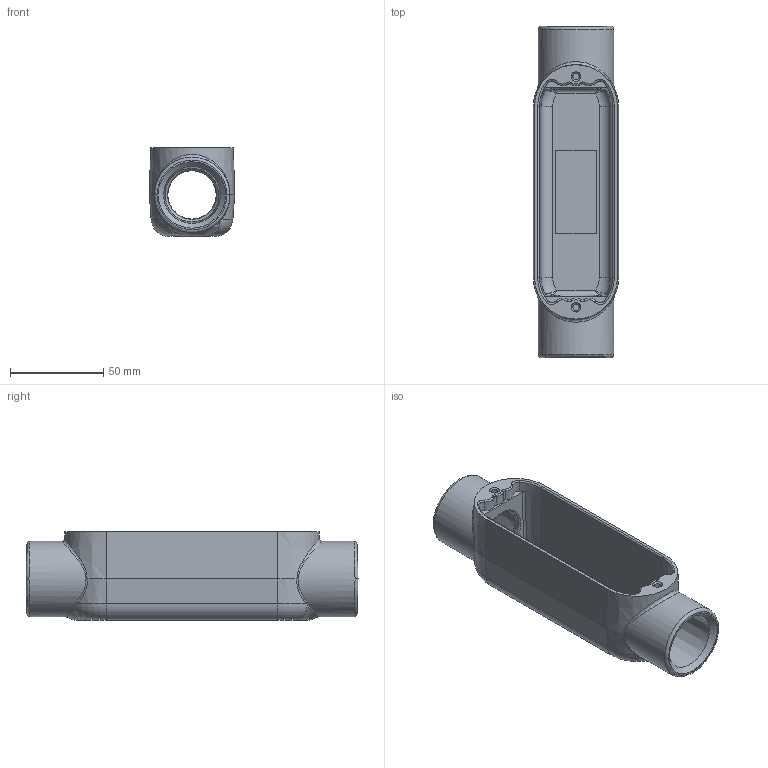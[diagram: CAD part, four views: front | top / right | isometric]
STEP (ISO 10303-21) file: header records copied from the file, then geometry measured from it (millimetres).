
FILE_DESCRIPTION(/* description */ (''),/* implementation_level */ '2;1');
FILE_NAME(/* name */ 'KIL_OC-3.stp',/* time_stamp */ '2019-11-20T22:39:35+05:00',/* author */ ('mashraf'),/* organization */ (''),/* preprocessor_version */ 'ST-DEVELOPER v16.13',/* originating_system */ 'Autodesk Inventor 2018',/* authorisation */ '');
FILE_SCHEMA (('AUTOMOTIVE_DESIGN { 1 0 10303 214 3 1 1 }'));
Length unit declared in the file: inch
Products named in the file (1): 18172-1
Bounding box: 45.78 x 178.23 x 47.62 mm (x, y, z)
Volume: 88244.7 mm3; surface area: 47246.9 mm2
Topology: 1 solids, 1 shells, 149 faces, 363 edges, 215 vertices
Faces by surface type: bspline 52, cone 34, plane 29, torus 20, cylinder 14
Full cylindrical faces by diameter (mm): 40.481 x2
Entity records: 10442 total; most frequent: CARTESIAN_POINT 7256, ORIENTED_EDGE 676, DIRECTION 634, EDGE_CURVE 338, AXIS2_PLACEMENT_3D 280, VERTEX_POINT 208, EDGE_LOOP 170, CIRCLE 158
